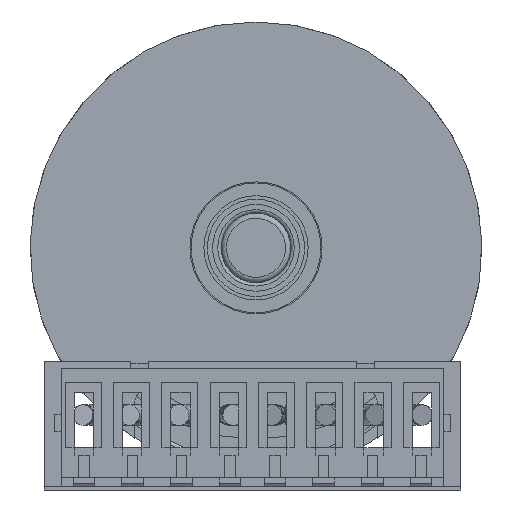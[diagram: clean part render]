
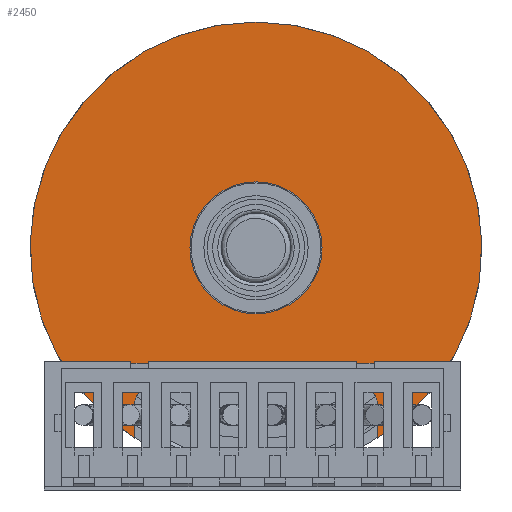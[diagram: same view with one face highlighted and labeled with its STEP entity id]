
A CAD part, front view. The second image highlights one B-rep face of the part: STEP entity #2450.
In plain terms, the highlighted planar face has unit normal (0, -1, 0).
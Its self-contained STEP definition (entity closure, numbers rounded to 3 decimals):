
#777 = CARTESIAN_POINT ( 'NONE',  ( 9., 0., -3.5 ) ) ;
#1457 = CARTESIAN_POINT ( 'NONE',  ( 4.5, 0., -3.5 ) ) ;
#1465 = CIRCLE ( 'NONE', #11954, 0.5 ) ;
#1646 = DIRECTION ( 'NONE',  ( 0., 0., -1. ) ) ;
#1757 = EDGE_LOOP ( 'NONE', ( #5696 ) ) ;
#1805 = CARTESIAN_POINT ( 'NONE',  ( 4., 0., -3. ) ) ;
#1825 = CARTESIAN_POINT ( 'NONE',  ( 5.477, 0., 3.5 ) ) ;
#1880 = CARTESIAN_POINT ( 'NONE',  ( 4.5, 0., 3.5 ) ) ;
#2005 = AXIS2_PLACEMENT_3D ( 'NONE', #4086, #12471, #1646 ) ;
#2039 = ORIENTED_EDGE ( 'NONE', *, *, #5617, .T. ) ;
#2061 = EDGE_LOOP ( 'NONE', ( #5599, #4977, #9710, #3303, #7233, #2039 ) ) ;
#2200 = EDGE_CURVE ( 'NONE', #12815, #9423, #5263, .T. ) ;
#2450 = ADVANCED_FACE ( 'NONE', ( #12500, #12642 ), #6088, .T. ) ;
#2558 = CIRCLE ( 'NONE', #10391, 1.9 ) ;
#2623 = VERTEX_POINT ( 'NONE', #11040 ) ;
#2882 = CARTESIAN_POINT ( 'NONE',  ( 4., 0., 3.5 ) ) ;
#3060 = DIRECTION ( 'NONE',  ( 0., -1., 0. ) ) ;
#3131 = DIRECTION ( 'NONE',  ( 0., -1., 0. ) ) ;
#3303 = ORIENTED_EDGE ( 'NONE', *, *, #11449, .T. ) ;
#3712 = CARTESIAN_POINT ( 'NONE',  ( 4.5, 0., -3. ) ) ;
#3856 = AXIS2_PLACEMENT_3D ( 'NONE', #7187, #6003, #10277 ) ;
#3866 = LINE ( 'NONE', #2882, #12502 ) ;
#4086 = CARTESIAN_POINT ( 'NONE',  ( 0., 0., 0. ) ) ;
#4614 = CARTESIAN_POINT ( 'NONE',  ( 0., 0., -1.9 ) ) ;
#4977 = ORIENTED_EDGE ( 'NONE', *, *, #9808, .T. ) ;
#5044 = DIRECTION ( 'NONE',  ( 1., 0., 0. ) ) ;
#5250 = DIRECTION ( 'NONE',  ( 0., 0., -1. ) ) ;
#5263 = LINE ( 'NONE', #13788, #12759 ) ;
#5599 = ORIENTED_EDGE ( 'NONE', *, *, #2200, .F. ) ;
#5617 = EDGE_CURVE ( 'NONE', #2623, #9423, #5874, .T. ) ;
#5660 = AXIS2_PLACEMENT_3D ( 'NONE', #8392, #3131, #5250 ) ;
#5696 = ORIENTED_EDGE ( 'NONE', *, *, #13214, .F. ) ;
#5874 = CIRCLE ( 'NONE', #3856, 0.5 ) ;
#6003 = DIRECTION ( 'NONE',  ( 0., 1., 0. ) ) ;
#6088 = PLANE ( 'NONE',  #5660 ) ;
#6095 = LINE ( 'NONE', #777, #12030 ) ;
#6112 = DIRECTION ( 'NONE',  ( 0., 0., -1. ) ) ;
#6625 = VERTEX_POINT ( 'NONE', #9332 ) ;
#6737 = DIRECTION ( 'NONE',  ( 0., 1., 0. ) ) ;
#7187 = CARTESIAN_POINT ( 'NONE',  ( 4.5, 0., 3. ) ) ;
#7233 = ORIENTED_EDGE ( 'NONE', *, *, #10159, .F. ) ;
#7378 = CIRCLE ( 'NONE', #2005, 6.5 ) ;
#7550 = DIRECTION ( 'NONE',  ( 0., 0., -1. ) ) ;
#8235 = EDGE_CURVE ( 'NONE', #13310, #6625, #6095, .T. ) ;
#8392 = CARTESIAN_POINT ( 'NONE',  ( 1.9, 0., 0. ) ) ;
#8471 = DIRECTION ( 'NONE',  ( -1., 0., 0. ) ) ;
#8635 = VERTEX_POINT ( 'NONE', #1805 ) ;
#9332 = CARTESIAN_POINT ( 'NONE',  ( 5.477, 0., -3.5 ) ) ;
#9423 = VERTEX_POINT ( 'NONE', #1880 ) ;
#9710 = ORIENTED_EDGE ( 'NONE', *, *, #8235, .F. ) ;
#9808 = EDGE_CURVE ( 'NONE', #12815, #6625, #7378, .T. ) ;
#10068 = VERTEX_POINT ( 'NONE', #4614 ) ;
#10159 = EDGE_CURVE ( 'NONE', #2623, #8635, #3866, .T. ) ;
#10277 = DIRECTION ( 'NONE',  ( 0., 0., -1. ) ) ;
#10391 = AXIS2_PLACEMENT_3D ( 'NONE', #10562, #3060, #7550 ) ;
#10562 = CARTESIAN_POINT ( 'NONE',  ( 0., 0., 0. ) ) ;
#11040 = CARTESIAN_POINT ( 'NONE',  ( 4., 0., 3. ) ) ;
#11449 = EDGE_CURVE ( 'NONE', #13310, #8635, #1465, .T. ) ;
#11954 = AXIS2_PLACEMENT_3D ( 'NONE', #3712, #6737, #13155 ) ;
#12030 = VECTOR ( 'NONE', #5044, 1000. ) ;
#12471 = DIRECTION ( 'NONE',  ( 0., -1., 0. ) ) ;
#12500 = FACE_OUTER_BOUND ( 'NONE', #2061, .T. ) ;
#12502 = VECTOR ( 'NONE', #6112, 1000. ) ;
#12642 = FACE_BOUND ( 'NONE', #1757, .T. ) ;
#12759 = VECTOR ( 'NONE', #8471, 1000. ) ;
#12815 = VERTEX_POINT ( 'NONE', #1825 ) ;
#13155 = DIRECTION ( 'NONE',  ( 0., 0., -1. ) ) ;
#13214 = EDGE_CURVE ( 'NONE', #10068, #10068, #2558, .T. ) ;
#13310 = VERTEX_POINT ( 'NONE', #1457 ) ;
#13788 = CARTESIAN_POINT ( 'NONE',  ( 9., 0., 3.5 ) ) ;
